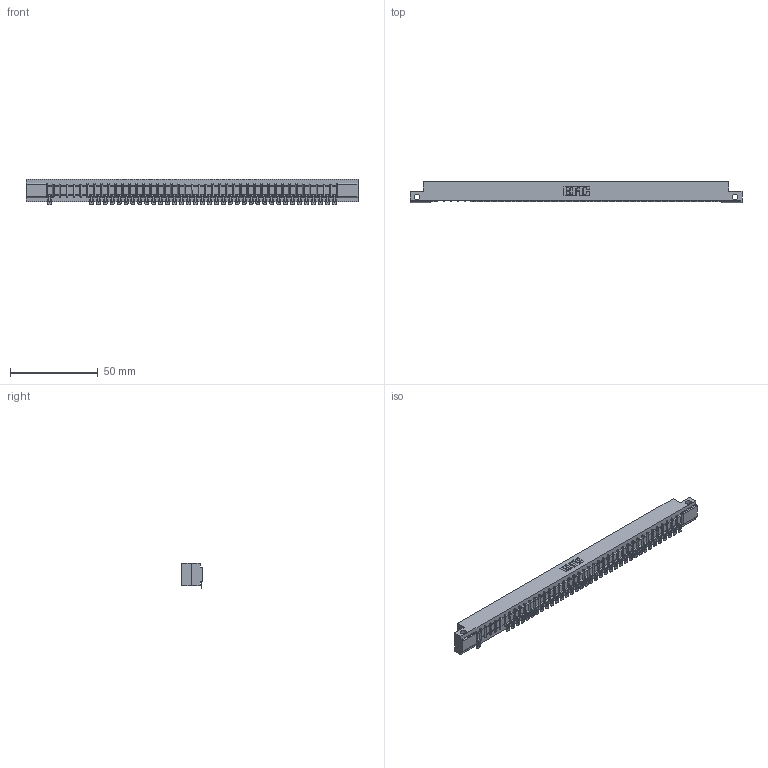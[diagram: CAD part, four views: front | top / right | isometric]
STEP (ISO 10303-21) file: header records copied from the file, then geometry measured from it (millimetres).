
FILE_DESCRIPTION (( 'STEP AP203' ), '1' );
FILE_NAME ('357-042-554-112.STEP', '2018-08-11T08:31:55', ( '' ), ( '' ), 'SwSTEP 2.0', 'SolidWorks 2016', '' );
FILE_SCHEMA (( 'CONFIG_CONTROL_DESIGN' ));
Length unit declared in the file: inch
Products named in the file (3): 307 Part_.128 Dia Side Mounting Holes; 307-290-002_554; 357-042-554-112
Assembly tree (38 placements, depth 2):
  357-042-554-112
    307 Part_.128 Dia Side Mounting Holes
    307-290-002_554  x37
Bounding box: 189.43 x 12.01 x 14.52 mm (x, y, z)
Volume: 19998.3 mm3; surface area: 24349.8 mm2
Topology: 38 solids, 38 shells, 3258 faces, 10004 edges, 6552 vertices
Faces by surface type: plane 1832, cylinder 1340, sphere 86
Entity records: 36813 total; most frequent: CARTESIAN_POINT 6233, ORIENTED_EDGE 6228, DIRECTION 6056, EDGE_CURVE 3114, LINE 2378, VECTOR 2378, VERTEX_POINT 2016, AXIS2_PLACEMENT_3D 1839
